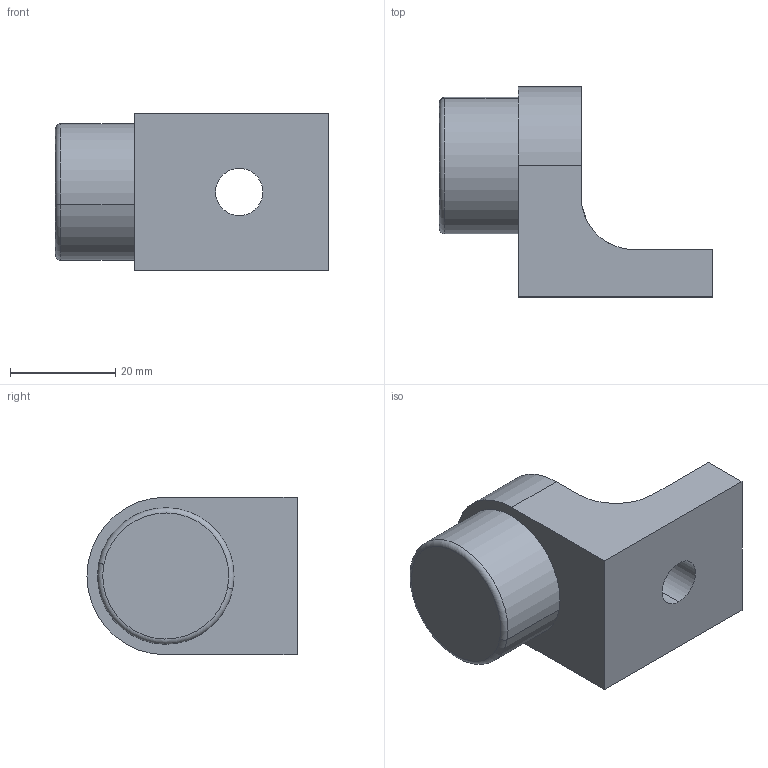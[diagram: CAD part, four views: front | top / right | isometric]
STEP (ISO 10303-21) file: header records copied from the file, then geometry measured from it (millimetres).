
FILE_DESCRIPTION (( 'STEP AP214' ), '1' );
FILE_NAME ('A877 Óïîð äëÿ ðàçäâèæíîé äâåðè, 30.STEP', '2025-09-27T10:44:39', ( '' ), ( '' ), 'SwSTEP 2.0', 'SolidWorks 2025', '' );
FILE_SCHEMA (( 'AUTOMOTIVE_DESIGN' ));
Length unit declared in the file: millimetre
Products named in the file (3): A877 Ножка_00; A877 Корпус_00; A877 Упор для раздвижной двери, 30
Assembly tree (2 placements, depth 2):
  A877 Упор для раздвижной двери, 30
    A877 Корпус_00
    A877 Ножка_00
Bounding box: 52 x 40 x 30 mm (x, y, z)
Volume: 28013.9 mm3; surface area: 8505.7 mm2
Topology: 2 solids, 2 shells, 30 faces, 69 edges, 44 vertices
Faces by surface type: cylinder 13, plane 11, cone 4, torus 2
Entity records: 1005 total; most frequent: CARTESIAN_POINT 205, DIRECTION 169, ORIENTED_EDGE 138, EDGE_CURVE 69, AXIS2_PLACEMENT_3D 68, VERTEX_POINT 44, EDGE_LOOP 35, CIRCLE 33
